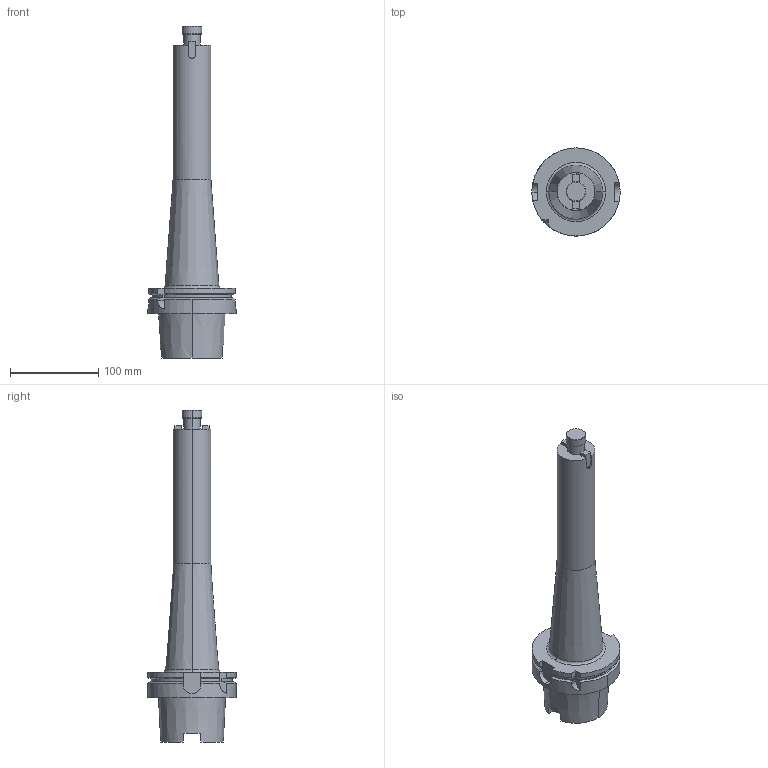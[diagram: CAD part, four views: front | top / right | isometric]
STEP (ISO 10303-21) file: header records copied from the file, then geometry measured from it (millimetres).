
FILE_DESCRIPTION (( 'STEP AP203' ), '1' );
FILE_NAME ('STP-SATE-95901-12.STEP', '2020-05-04T09:57:29', ( '' ), ( '' ), 'SwSTEP 2.0', 'SolidWorks 2017', '' );
FILE_SCHEMA (( 'CONFIG_CONTROL_DESIGN' ));
Length unit declared in the file: millimetre
Products named in the file (1): STP-SATE-95901-12
Bounding box: 100 x 100 x 376.52 mm (x, y, z)
Volume: 750737.7 mm3; surface area: 93348.3 mm2
Topology: 4 solids, 4 shells, 109 faces, 272 edges, 175 vertices
Faces by surface type: plane 46, cylinder 39, cone 18, torus 6
Entity records: 3633 total; most frequent: CARTESIAN_POINT 922, DIRECTION 566, ORIENTED_EDGE 544, EDGE_CURVE 272, AXIS2_PLACEMENT_3D 215, VERTEX_POINT 175, LINE 136, VECTOR 136
